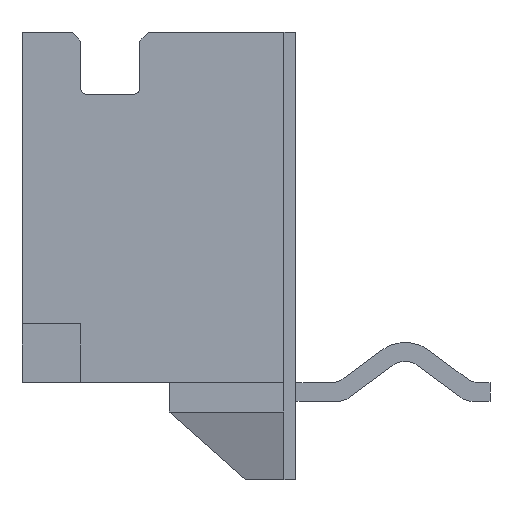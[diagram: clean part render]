
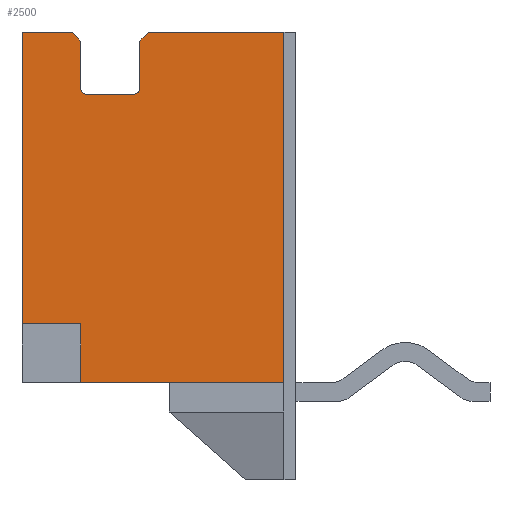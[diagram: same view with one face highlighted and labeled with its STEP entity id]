
A CAD part, left-side view. The second image highlights one B-rep face of the part: STEP entity #2500.
In plain terms, the highlighted planar face has unit normal (-1, 0, 0).
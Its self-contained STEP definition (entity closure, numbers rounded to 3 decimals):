
#120=DIRECTION('',(0.,-1.,0.));
#121=VECTOR('',#120,3.45);
#122=CARTESIAN_POINT('',(-3.,1.325,-2.15));
#123=LINE('',#122,#121);
#172=DIRECTION('',(0.,0.,1.));
#173=VECTOR('',#172,1.);
#174=CARTESIAN_POINT('',(-3.,1.325,-2.15));
#175=LINE('',#174,#173);
#176=DIRECTION('',(0.,-1.,0.));
#177=VECTOR('',#176,1.);
#178=CARTESIAN_POINT('',(-3.,2.325,-1.15));
#179=LINE('',#178,#177);
#180=DIRECTION('',(0.,0.,1.));
#181=VECTOR('',#180,4.95);
#182=CARTESIAN_POINT('',(-3.,2.325,-1.15));
#183=LINE('',#182,#181);
#184=DIRECTION('',(0.,0.,-1.));
#185=VECTOR('',#184,0.8);
#186=CARTESIAN_POINT('',(-3.,1.325,3.65));
#187=LINE('',#186,#185);
#188=CARTESIAN_POINT('',(-3.,1.225,2.85));
#189=DIRECTION('',(1.,0.,0.));
#190=DIRECTION('',(0.,0.,-1.));
#191=AXIS2_PLACEMENT_3D('',#188,#189,#190);
#193=DIRECTION('',(0.,1.,0.));
#194=VECTOR('',#193,0.8);
#195=CARTESIAN_POINT('',(-3.,0.425,2.75));
#196=LINE('',#195,#194);
#197=CARTESIAN_POINT('',(-3.,0.425,2.85));
#198=DIRECTION('',(1.,0.,0.));
#199=DIRECTION('',(0.,-1.,0.));
#200=AXIS2_PLACEMENT_3D('',#197,#198,#199);
#202=DIRECTION('',(0.,0.,-1.));
#203=VECTOR('',#202,0.8);
#204=CARTESIAN_POINT('',(-3.,0.325,3.65));
#205=LINE('',#204,#203);
#206=DIRECTION('',(0.,0.,1.));
#207=VECTOR('',#206,5.95);
#208=CARTESIAN_POINT('',(-3.,-2.125,-2.15));
#209=LINE('',#208,#207);
#288=DIRECTION('',(0.,0.707,-0.707));
#289=VECTOR('',#288,0.212);
#290=CARTESIAN_POINT('',(-3.,0.175,3.8));
#291=LINE('',#290,#289);
#296=DIRECTION('',(0.,-1.,0.));
#297=VECTOR('',#296,0.85);
#298=CARTESIAN_POINT('',(-3.,2.325,3.8));
#299=LINE('',#298,#297);
#316=DIRECTION('',(0.,-1.,0.));
#317=VECTOR('',#316,2.3);
#318=CARTESIAN_POINT('',(-3.,0.175,3.8));
#319=LINE('',#318,#317);
#372=DIRECTION('',(0.,-0.707,-0.707));
#373=VECTOR('',#372,0.212);
#374=CARTESIAN_POINT('',(-3.,1.475,3.8));
#375=LINE('',#374,#373);
#1764=CARTESIAN_POINT('',(-3.,2.325,3.8));
#1766=VERTEX_POINT('',#1764);
#1771=CARTESIAN_POINT('',(-3.,0.325,2.85));
#1772=CARTESIAN_POINT('',(-3.,0.425,2.75));
#1773=VERTEX_POINT('',#1771);
#1774=VERTEX_POINT('',#1772);
#1775=CARTESIAN_POINT('',(-3.,1.225,2.75));
#1776=VERTEX_POINT('',#1775);
#1777=CARTESIAN_POINT('',(-3.,1.325,2.85));
#1778=VERTEX_POINT('',#1777);
#1811=CARTESIAN_POINT('',(-3.,1.475,3.8));
#1812=VERTEX_POINT('',#1811);
#1813=CARTESIAN_POINT('',(-3.,1.325,3.65));
#1814=VERTEX_POINT('',#1813);
#1827=CARTESIAN_POINT('',(-3.,0.175,3.8));
#1829=VERTEX_POINT('',#1827);
#1831=CARTESIAN_POINT('',(-3.,0.325,3.65));
#1833=VERTEX_POINT('',#1831);
#2051=CARTESIAN_POINT('',(-3.,-2.125,3.8));
#2052=VERTEX_POINT('',#2051);
#2195=CARTESIAN_POINT('',(-3.,1.325,-2.15));
#2196=CARTESIAN_POINT('',(-3.,1.325,-1.15));
#2197=VERTEX_POINT('',#2195);
#2198=VERTEX_POINT('',#2196);
#2199=CARTESIAN_POINT('',(-3.,2.325,-1.15));
#2200=VERTEX_POINT('',#2199);
#2207=CARTESIAN_POINT('',(-3.,-2.125,-2.15));
#2208=VERTEX_POINT('',#2207);
#2467=CARTESIAN_POINT('',(-3.,2.325,-3.8));
#2468=DIRECTION('',(-1.,0.,0.));
#2469=DIRECTION('',(0.,-1.,0.));
#2470=AXIS2_PLACEMENT_3D('',#2467,#2468,#2469);
#2471=PLANE('',#2470);
#2472=ORIENTED_EDGE('',*,*,#2457,.T.);
#2474=ORIENTED_EDGE('',*,*,#2473,.F.);
#2476=ORIENTED_EDGE('',*,*,#2475,.T.);
#2478=ORIENTED_EDGE('',*,*,#2477,.T.);
#2480=ORIENTED_EDGE('',*,*,#2479,.T.);
#2482=ORIENTED_EDGE('',*,*,#2481,.T.);
#2484=ORIENTED_EDGE('',*,*,#2483,.F.);
#2486=ORIENTED_EDGE('',*,*,#2485,.F.);
#2488=ORIENTED_EDGE('',*,*,#2487,.F.);
#2490=ORIENTED_EDGE('',*,*,#2489,.F.);
#2492=ORIENTED_EDGE('',*,*,#2491,.F.);
#2494=ORIENTED_EDGE('',*,*,#2493,.T.);
#2496=ORIENTED_EDGE('',*,*,#2495,.F.);
#2497=ORIENTED_EDGE('',*,*,#2407,.F.);
#2498=EDGE_LOOP('',(#2472,#2474,#2476,#2478,#2480,#2482,#2484,#2486,#2488,#2490,
#2492,#2494,#2496,#2497));
#2499=FACE_OUTER_BOUND('',#2498,.F.);
#2500=ADVANCED_FACE('',(#2499),#2471,.T.);
#192=CIRCLE('',#191,0.1);
#201=CIRCLE('',#200,0.1);
#2407=EDGE_CURVE('',#2197,#2208,#123,.T.);
#2457=EDGE_CURVE('',#2197,#2198,#175,.T.);
#2473=EDGE_CURVE('',#2200,#2198,#179,.T.);
#2475=EDGE_CURVE('',#2200,#1766,#183,.T.);
#2477=EDGE_CURVE('',#1766,#1812,#299,.T.);
#2479=EDGE_CURVE('',#1812,#1814,#375,.T.);
#2481=EDGE_CURVE('',#1814,#1778,#187,.T.);
#2483=EDGE_CURVE('',#1776,#1778,#192,.T.);
#2485=EDGE_CURVE('',#1774,#1776,#196,.T.);
#2487=EDGE_CURVE('',#1773,#1774,#201,.T.);
#2489=EDGE_CURVE('',#1833,#1773,#205,.T.);
#2491=EDGE_CURVE('',#1829,#1833,#291,.T.);
#2493=EDGE_CURVE('',#1829,#2052,#319,.T.);
#2495=EDGE_CURVE('',#2208,#2052,#209,.T.);
